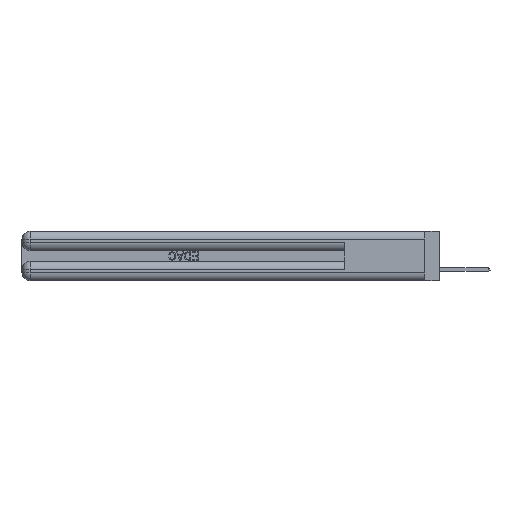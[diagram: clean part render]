
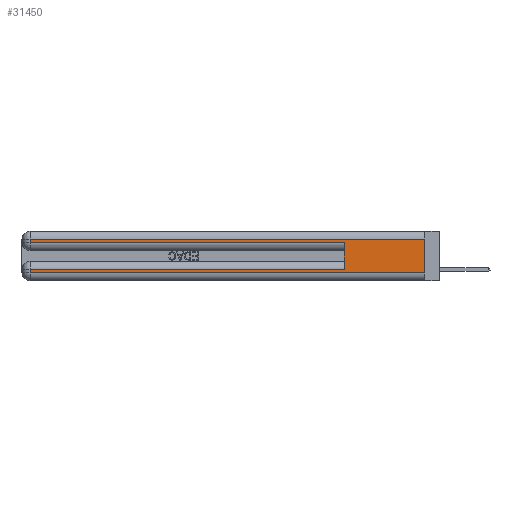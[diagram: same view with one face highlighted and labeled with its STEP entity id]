
A CAD part, left-side view. The second image highlights one B-rep face of the part: STEP entity #31450.
In plain terms, the highlighted planar face has unit normal (-1, 0, 0).
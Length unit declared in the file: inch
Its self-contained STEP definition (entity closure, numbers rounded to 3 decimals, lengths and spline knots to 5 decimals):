
#580 = CARTESIAN_POINT ( 'NONE',  ( 0., 0., 0.285 ) ) ;
#1025 = VECTOR ( 'NONE', #8626, 39.37008 ) ;
#1940 = LINE ( 'NONE', #46030, #28108 ) ;
#1987 = VECTOR ( 'NONE', #31191, 39.37008 ) ;
#1996 = VECTOR ( 'NONE', #9580, 39.37008 ) ;
#3057 = CARTESIAN_POINT ( 'NONE',  ( 0., 2.94, 0.06 ) ) ;
#4157 = CARTESIAN_POINT ( 'NONE',  ( 0., 0., 0.06 ) ) ;
#5919 = CARTESIAN_POINT ( 'NONE',  ( 0., 2.94, 0.285 ) ) ;
#6391 = CARTESIAN_POINT ( 'NONE',  ( 0., 2.94, 0.31 ) ) ;
#7959 = LINE ( 'NONE', #14175, #50867 ) ;
#8626 = DIRECTION ( 'NONE',  ( 0., -1., 0. ) ) ;
#8998 = DIRECTION ( 'NONE',  ( 0., 1., 0. ) ) ;
#9147 = CARTESIAN_POINT ( 'NONE',  ( 0., 0.6, 0.285 ) ) ;
#9580 = DIRECTION ( 'NONE',  ( 0., -1., 0. ) ) ;
#11959 = VERTEX_POINT ( 'NONE', #5919 ) ;
#12578 = VECTOR ( 'NONE', #31176, 39.37008 ) ;
#13440 = DIRECTION ( 'NONE',  ( 0., 1., 0. ) ) ;
#14175 = CARTESIAN_POINT ( 'NONE',  ( 0., 0., 0.085 ) ) ;
#15626 = DIRECTION ( 'NONE',  ( 0., 0., -1. ) ) ;
#16274 = VECTOR ( 'NONE', #44369, 39.37008 ) ;
#17550 = LINE ( 'NONE', #21251, #16274 ) ;
#17955 = EDGE_CURVE ( 'NONE', #30673, #34551, #17550, .T. ) ;
#18340 = CARTESIAN_POINT ( 'NONE',  ( 0., 0., 0.37 ) ) ;
#19529 = EDGE_CURVE ( 'NONE', #34904, #26360, #1940, .T. ) ;
#21251 = CARTESIAN_POINT ( 'NONE',  ( 0., 0.6, 0.145 ) ) ;
#21778 = PLANE ( 'NONE',  #23070 ) ;
#23070 = AXIS2_PLACEMENT_3D ( 'NONE', #18340, #30866, #30526 ) ;
#23891 = LINE ( 'NONE', #4157, #1025 ) ;
#24451 = VECTOR ( 'NONE', #15626, 39.37008 ) ;
#25081 = EDGE_CURVE ( 'NONE', #26360, #11959, #26752, .T. ) ;
#26360 = VERTEX_POINT ( 'NONE', #6391 ) ;
#26752 = LINE ( 'NONE', #39415, #1987 ) ;
#28094 = ORIENTED_EDGE ( 'NONE', *, *, #38744, .T. ) ;
#28108 = VECTOR ( 'NONE', #8998, 39.37008 ) ;
#29109 = LINE ( 'NONE', #36972, #24451 ) ;
#29608 = ORIENTED_EDGE ( 'NONE', *, *, #31833, .T. ) ;
#30526 = DIRECTION ( 'NONE',  ( 0., 0., -1. ) ) ;
#30673 = VERTEX_POINT ( 'NONE', #44328 ) ;
#30866 = DIRECTION ( 'NONE',  ( 1., 0., 0. ) ) ;
#30889 = CARTESIAN_POINT ( 'NONE',  ( 0., 2.94, 0.085 ) ) ;
#30981 = CARTESIAN_POINT ( 'NONE',  ( 0., 2.94, 0.37 ) ) ;
#31176 = DIRECTION ( 'NONE',  ( 0., 0., -1. ) ) ;
#31191 = DIRECTION ( 'NONE',  ( 0., 0., -1. ) ) ;
#31450 = ADVANCED_FACE ( 'NONE', ( #43577 ), #21778, .F. ) ;
#31833 = EDGE_CURVE ( 'NONE', #11959, #34551, #34849, .T. ) ;
#33027 = EDGE_CURVE ( 'NONE', #30673, #52721, #7959, .T. ) ;
#34551 = VERTEX_POINT ( 'NONE', #9147 ) ;
#34849 = LINE ( 'NONE', #580, #1996 ) ;
#34904 = VERTEX_POINT ( 'NONE', #48348 ) ;
#35314 = LINE ( 'NONE', #30981, #12578 ) ;
#36317 = ORIENTED_EDGE ( 'NONE', *, *, #19529, .T. ) ;
#36543 = ORIENTED_EDGE ( 'NONE', *, *, #46895, .T. ) ;
#36972 = CARTESIAN_POINT ( 'NONE',  ( 0., 0., 0.37 ) ) ;
#37362 = ORIENTED_EDGE ( 'NONE', *, *, #25081, .T. ) ;
#38554 = VERTEX_POINT ( 'NONE', #44988 ) ;
#38744 = EDGE_CURVE ( 'NONE', #52721, #45180, #35314, .T. ) ;
#39415 = CARTESIAN_POINT ( 'NONE',  ( 0., 2.94, 0.37 ) ) ;
#40069 = EDGE_LOOP ( 'NONE', ( #54748, #36317, #37362, #29608, #55166, #52545, #28094, #36543 ) ) ;
#41250 = EDGE_CURVE ( 'NONE', #34904, #38554, #29109, .T. ) ;
#43577 = FACE_OUTER_BOUND ( 'NONE', #40069, .T. ) ;
#44328 = CARTESIAN_POINT ( 'NONE',  ( 0., 0.6, 0.085 ) ) ;
#44369 = DIRECTION ( 'NONE',  ( 0., 0., 1. ) ) ;
#44988 = CARTESIAN_POINT ( 'NONE',  ( 0., 0., 0.06 ) ) ;
#45180 = VERTEX_POINT ( 'NONE', #3057 ) ;
#46030 = CARTESIAN_POINT ( 'NONE',  ( 0., 0., 0.31 ) ) ;
#46895 = EDGE_CURVE ( 'NONE', #45180, #38554, #23891, .T. ) ;
#48348 = CARTESIAN_POINT ( 'NONE',  ( 0., 0., 0.31 ) ) ;
#50867 = VECTOR ( 'NONE', #13440, 39.37008 ) ;
#52545 = ORIENTED_EDGE ( 'NONE', *, *, #33027, .T. ) ;
#52721 = VERTEX_POINT ( 'NONE', #30889 ) ;
#54748 = ORIENTED_EDGE ( 'NONE', *, *, #41250, .F. ) ;
#55166 = ORIENTED_EDGE ( 'NONE', *, *, #17955, .F. ) ;
